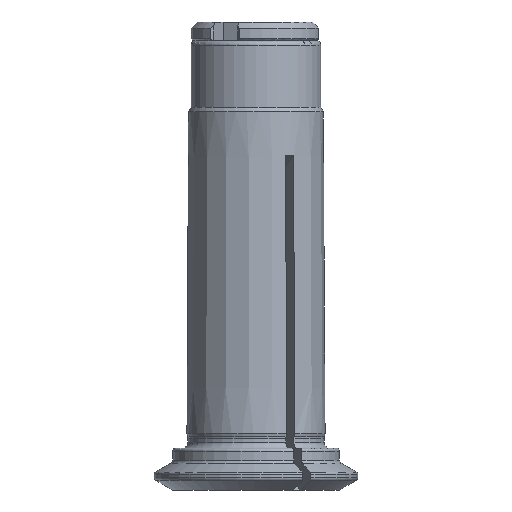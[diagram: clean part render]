
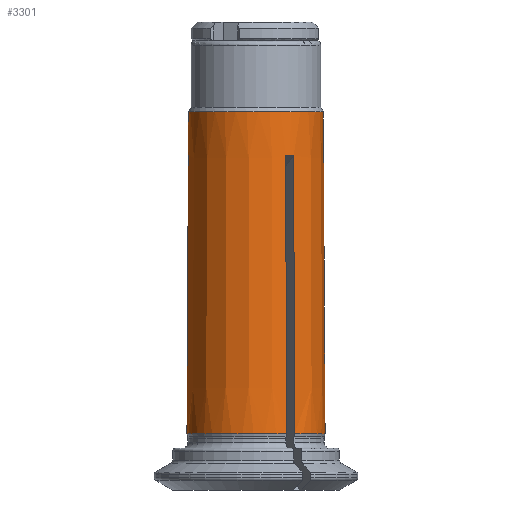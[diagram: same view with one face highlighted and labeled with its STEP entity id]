
A CAD part, front view. The second image highlights one B-rep face of the part: STEP entity #3301.
In plain terms, the highlighted conical face has half-angle 0.287 degrees and reference radius 7.461 mm.
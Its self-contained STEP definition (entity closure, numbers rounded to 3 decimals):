
#25=ELLIPSE('',#3529,8.956,7.337);
#27=ELLIPSE('',#3536,8.956,7.337);
#28=ELLIPSE('',#3541,8.956,7.337);
#178=CONICAL_SURFACE('',#3560,7.461,0.005);
#269=CIRCLE('',#3487,7.461);
#282=CIRCLE('',#3507,7.461);
#289=CIRCLE('',#3519,7.461);
#304=CIRCLE('',#3556,7.287);
#864=ORIENTED_EDGE('',*,*,#1344,.F.);
#865=ORIENTED_EDGE('',*,*,#1287,.T.);
#866=ORIENTED_EDGE('',*,*,#1408,.T.);
#867=ORIENTED_EDGE('',*,*,#1389,.T.);
#868=ORIENTED_EDGE('',*,*,#1387,.F.);
#869=ORIENTED_EDGE('',*,*,#1330,.T.);
#870=ORIENTED_EDGE('',*,*,#1409,.T.);
#871=ORIENTED_EDGE('',*,*,#1372,.T.);
#872=ORIENTED_EDGE('',*,*,#1364,.F.);
#873=ORIENTED_EDGE('',*,*,#1313,.T.);
#874=ORIENTED_EDGE('',*,*,#1410,.T.);
#875=ORIENTED_EDGE('',*,*,#1353,.T.);
#876=ORIENTED_EDGE('',*,*,#1404,.F.);
#1287=EDGE_CURVE('',#1608,#1609,#269,.T.);
#1313=EDGE_CURVE('',#1630,#1628,#282,.T.);
#1330=EDGE_CURVE('',#1642,#1640,#289,.T.);
#1344=EDGE_CURVE('',#1608,#1654,#1826,.T.);
#1353=EDGE_CURVE('',#1660,#1654,#25,.T.);
#1364=EDGE_CURVE('',#1630,#1670,#1837,.T.);
#1372=EDGE_CURVE('',#1675,#1670,#27,.T.);
#1387=EDGE_CURVE('',#1642,#1687,#1850,.T.);
#1389=EDGE_CURVE('',#1688,#1687,#28,.T.);
#1404=EDGE_CURVE('',#1697,#1697,#304,.T.);
#1408=EDGE_CURVE('',#1609,#1688,#1860,.T.);
#1409=EDGE_CURVE('',#1640,#1675,#1861,.T.);
#1410=EDGE_CURVE('',#1628,#1660,#1862,.T.);
#1608=VERTEX_POINT('',#4808);
#1609=VERTEX_POINT('',#4809);
#1628=VERTEX_POINT('',#4883);
#1630=VERTEX_POINT('',#4886);
#1640=VERTEX_POINT('',#4940);
#1642=VERTEX_POINT('',#4943);
#1654=VERTEX_POINT('',#4983);
#1660=VERTEX_POINT('',#5003);
#1670=VERTEX_POINT('',#5037);
#1675=VERTEX_POINT('',#5052);
#1687=VERTEX_POINT('',#5099);
#1688=VERTEX_POINT('',#5103);
#1697=VERTEX_POINT('',#5141);
#1826=LINE('',#4982,#1976);
#1837=LINE('',#5036,#1987);
#1850=LINE('',#5098,#2000);
#1860=LINE('',#5147,#2010);
#1861=LINE('',#5148,#2011);
#1862=LINE('',#5149,#2012);
#1976=VECTOR('',#4099,1000.);
#1987=VECTOR('',#4124,1000.);
#2000=VECTOR('',#4151,1000.);
#2010=VECTOR('',#4203,1000.);
#2011=VECTOR('',#4204,1000.);
#2012=VECTOR('',#4205,1000.);
#2126=EDGE_LOOP('',(#864,#865,#866,#867,#868,#869,#870,#871,#872,#873,#874,
#875));
#2127=EDGE_LOOP('',(#876));
#2269=FACE_BOUND('',#2126,.T.);
#2270=FACE_BOUND('',#2127,.T.);
#3301=ADVANCED_FACE('',(#2269,#2270),#178,.T.);
#3487=AXIS2_PLACEMENT_3D('',#4807,#4005,#4006);
#3507=AXIS2_PLACEMENT_3D('',#4885,#4052,#4053);
#3519=AXIS2_PLACEMENT_3D('',#4942,#4080,#4081);
#3529=AXIS2_PLACEMENT_3D('',#5002,#4112,#4113);
#3536=AXIS2_PLACEMENT_3D('',#5051,#4137,#4138);
#3541=AXIS2_PLACEMENT_3D('',#5102,#4155,#4156);
#3556=AXIS2_PLACEMENT_3D('',#5140,#4192,#4193);
#3560=AXIS2_PLACEMENT_3D('',#5146,#4201,#4202);
#4005=DIRECTION('',(0.,0.,1.));
#4006=DIRECTION('',(1.,0.,0.));
#4052=DIRECTION('',(0.,0.,1.));
#4053=DIRECTION('',(1.,0.,0.));
#4080=DIRECTION('',(0.,0.,1.));
#4081=DIRECTION('',(1.,0.,0.));
#4099=DIRECTION('',(0.005,0.,1.));
#4112=DIRECTION('',(0.574,0.,0.819));
#4113=DIRECTION('',(0.819,0.,-0.574));
#4124=DIRECTION('',(-0.003,-0.004,1.));
#4137=DIRECTION('',(-0.287,-0.497,0.819));
#4138=DIRECTION('',(-0.41,-0.709,-0.574));
#4151=DIRECTION('',(-0.003,0.004,1.));
#4155=DIRECTION('',(-0.287,0.497,0.819));
#4156=DIRECTION('',(-0.41,0.709,-0.574));
#4192=DIRECTION('',(0.,0.,1.));
#4193=DIRECTION('',(1.,0.,0.));
#4201=DIRECTION('',(0.,0.,-1.));
#4202=DIRECTION('',(-1.,0.,0.));
#4203=DIRECTION('',(-0.003,0.004,1.));
#4204=DIRECTION('',(-0.003,-0.004,1.));
#4205=DIRECTION('',(0.005,0.,1.));
#4807=CARTESIAN_POINT('',(0.,0.,6.075));
#4808=CARTESIAN_POINT('',(-7.444,-0.5,6.075));
#4809=CARTESIAN_POINT('',(3.289,-6.697,6.075));
#4883=CARTESIAN_POINT('',(-7.444,0.5,6.075));
#4885=CARTESIAN_POINT('',(0.,0.,6.075));
#4886=CARTESIAN_POINT('',(3.289,6.697,6.075));
#4940=CARTESIAN_POINT('',(4.155,6.197,6.075));
#4942=CARTESIAN_POINT('',(0.,0.,6.075));
#4943=CARTESIAN_POINT('',(4.155,-6.197,6.075));
#4982=CARTESIAN_POINT('',(-7.369,-0.5,21.091));
#4983=CARTESIAN_POINT('',(-7.294,-0.5,36.107));
#5002=CARTESIAN_POINT('',(0.026,0.,30.982));
#5003=CARTESIAN_POINT('',(-7.294,0.5,36.107));
#5036=CARTESIAN_POINT('',(3.252,6.632,21.091));
#5037=CARTESIAN_POINT('',(3.214,6.567,36.107));
#5051=CARTESIAN_POINT('',(-0.013,-0.022,30.982));
#5052=CARTESIAN_POINT('',(4.08,6.067,36.107));
#5098=CARTESIAN_POINT('',(4.118,-6.132,21.091));
#5099=CARTESIAN_POINT('',(4.08,-6.067,36.107));
#5102=CARTESIAN_POINT('',(-0.013,0.022,30.982));
#5103=CARTESIAN_POINT('',(3.214,-6.567,36.107));
#5140=CARTESIAN_POINT('',(0.,0.,40.803));
#5141=CARTESIAN_POINT('',(7.287,0.,40.803));
#5146=CARTESIAN_POINT('',(0.,0.,6.075));
#5147=CARTESIAN_POINT('',(3.252,-6.632,21.091));
#5148=CARTESIAN_POINT('',(4.118,6.132,21.091));
#5149=CARTESIAN_POINT('',(-7.369,0.5,21.091));
